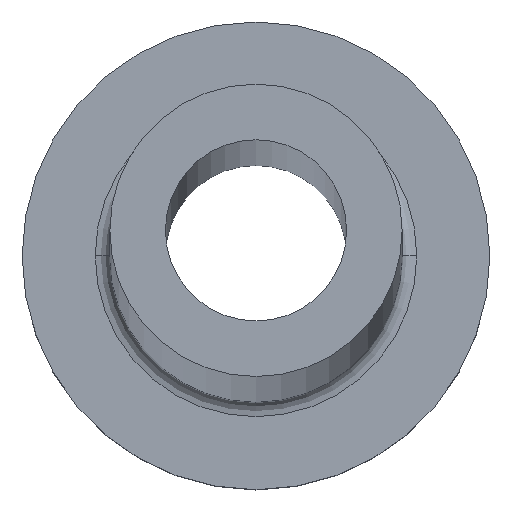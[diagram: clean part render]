
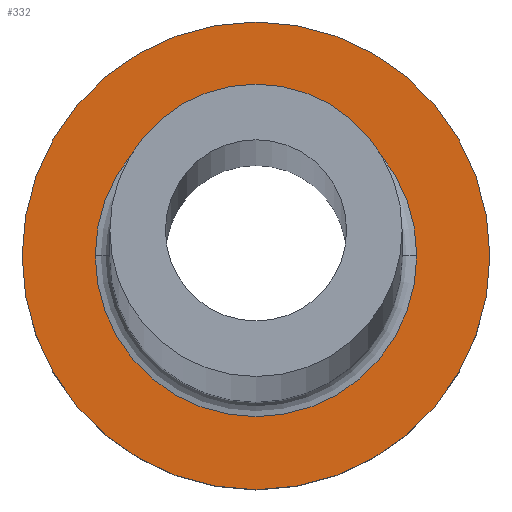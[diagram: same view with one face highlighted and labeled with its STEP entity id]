
A CAD part, top view. The second image highlights one B-rep face of the part: STEP entity #332.
In plain terms, the highlighted planar face has unit normal (0, 0, 1).
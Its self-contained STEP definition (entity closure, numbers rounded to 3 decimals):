
#31 = ORIENTED_EDGE ( 'NONE', *, *, #126, .T. ) ;
#32 = EDGE_CURVE ( 'NONE', #188, #127, #201, .T. ) ;
#44 = DIRECTION ( 'NONE',  ( 0., 0., 1. ) ) ;
#45 = CARTESIAN_POINT ( 'NONE',  ( 0., 0., 5. ) ) ;
#52 = DIRECTION ( 'NONE',  ( 1., 0., 0. ) ) ;
#54 = FACE_BOUND ( 'NONE', #125, .T. ) ;
#55 = ORIENTED_EDGE ( 'NONE', *, *, #223, .T. ) ;
#62 = CARTESIAN_POINT ( 'NONE',  ( 0., 0., 5. ) ) ;
#78 = AXIS2_PLACEMENT_3D ( 'NONE', #62, #139, #232 ) ;
#125 = EDGE_LOOP ( 'NONE', ( #31, #247 ) ) ;
#126 = EDGE_CURVE ( 'NONE', #147, #290, #209, .T. ) ;
#127 = VERTEX_POINT ( 'NONE', #284 ) ;
#133 = DIRECTION ( 'NONE',  ( 0., 0., -1. ) ) ;
#137 = FACE_OUTER_BOUND ( 'NONE', #378, .T. ) ;
#139 = DIRECTION ( 'NONE',  ( 0., 0., 1. ) ) ;
#147 = VERTEX_POINT ( 'NONE', #251 ) ;
#153 = CARTESIAN_POINT ( 'NONE',  ( 0., 0., 5. ) ) ;
#160 = DIRECTION ( 'NONE',  ( 1., 0., 0. ) ) ;
#181 = DIRECTION ( 'NONE',  ( 1., 0., 0. ) ) ;
#184 = CARTESIAN_POINT ( 'NONE',  ( 0., 0., 5. ) ) ;
#186 = ORIENTED_EDGE ( 'NONE', *, *, #32, .T. ) ;
#188 = VERTEX_POINT ( 'NONE', #261 ) ;
#191 = CARTESIAN_POINT ( 'NONE',  ( 0., 0., 5. ) ) ;
#201 = CIRCLE ( 'NONE', #230, 8. ) ;
#209 = CIRCLE ( 'NONE', #260, 5.5 ) ;
#211 = DIRECTION ( 'NONE',  ( 1., 0., 0. ) ) ;
#223 = EDGE_CURVE ( 'NONE', #127, #188, #315, .T. ) ;
#230 = AXIS2_PLACEMENT_3D ( 'NONE', #191, #44, #52 ) ;
#232 = DIRECTION ( 'NONE',  ( 1., 0., 0. ) ) ;
#240 = CIRCLE ( 'NONE', #322, 5.5 ) ;
#247 = ORIENTED_EDGE ( 'NONE', *, *, #356, .T. ) ;
#251 = CARTESIAN_POINT ( 'NONE',  ( 5.5, 0., 5. ) ) ;
#260 = AXIS2_PLACEMENT_3D ( 'NONE', #45, #133, #160 ) ;
#261 = CARTESIAN_POINT ( 'NONE',  ( 8., 0., 5. ) ) ;
#284 = CARTESIAN_POINT ( 'NONE',  ( -8., 0., 5. ) ) ;
#290 = VERTEX_POINT ( 'NONE', #345 ) ;
#306 = DIRECTION ( 'NONE',  ( 0., 0., 1. ) ) ;
#315 = CIRCLE ( 'NONE', #78, 8. ) ;
#322 = AXIS2_PLACEMENT_3D ( 'NONE', #184, #359, #181 ) ;
#332 = ADVANCED_FACE ( 'NONE', ( #54, #137 ), #347, .T. ) ;
#340 = AXIS2_PLACEMENT_3D ( 'NONE', #153, #306, #211 ) ;
#345 = CARTESIAN_POINT ( 'NONE',  ( -5.5, 0., 5. ) ) ;
#347 = PLANE ( 'NONE',  #340 ) ;
#356 = EDGE_CURVE ( 'NONE', #290, #147, #240, .T. ) ;
#359 = DIRECTION ( 'NONE',  ( 0., 0., -1. ) ) ;
#378 = EDGE_LOOP ( 'NONE', ( #55, #186 ) ) ;
